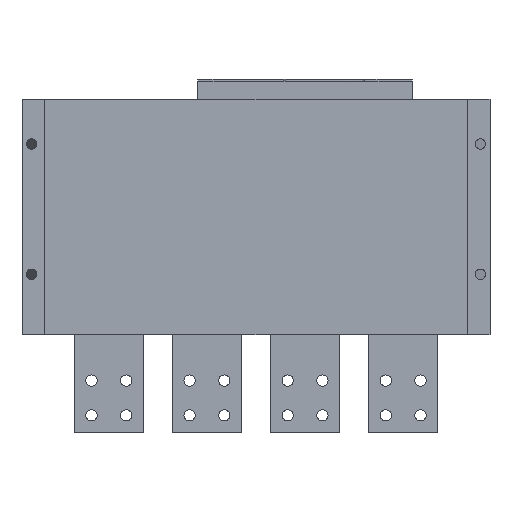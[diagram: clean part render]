
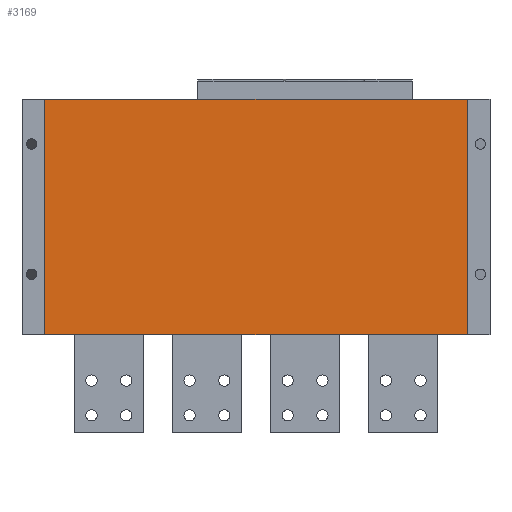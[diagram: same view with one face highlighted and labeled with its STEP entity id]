
A CAD part, front view. The second image highlights one B-rep face of the part: STEP entity #3169.
In plain terms, the highlighted planar face has unit normal (0, -1, 0).
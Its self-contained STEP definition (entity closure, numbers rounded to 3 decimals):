
#278 = PLANE ( 'NONE',  #7838 ) ;
#1433 = VECTOR ( 'NONE', #8839, 1000. ) ;
#1853 = LINE ( 'NONE', #8111, #11870 ) ;
#3169 = ADVANCED_FACE ( 'NONE', ( #11248 ), #278, .T. ) ;
#3213 = CARTESIAN_POINT ( 'NONE',  ( 243.5, 0., -271. ) ) ;
#3590 = VERTEX_POINT ( 'NONE', #3213 ) ;
#3635 = DIRECTION ( 'NONE',  ( 0., -1., 0. ) ) ;
#5195 = LINE ( 'NONE', #17895, #13850 ) ;
#6151 = CARTESIAN_POINT ( 'NONE',  ( -243.5, 0., -271. ) ) ;
#6540 = DIRECTION ( 'NONE',  ( 0., 0., 1. ) ) ;
#6678 = CARTESIAN_POINT ( 'NONE',  ( 243.5, 0., -271. ) ) ;
#7838 = AXIS2_PLACEMENT_3D ( 'NONE', #7960, #3635, #8259 ) ;
#7960 = CARTESIAN_POINT ( 'NONE',  ( 243.5, 0., -271. ) ) ;
#8066 = VERTEX_POINT ( 'NONE', #6151 ) ;
#8111 = CARTESIAN_POINT ( 'NONE',  ( -243.5, 0., -271. ) ) ;
#8113 = EDGE_CURVE ( 'NONE', #8066, #20039, #1853, .T. ) ;
#8259 = DIRECTION ( 'NONE',  ( 1., 0., 0. ) ) ;
#8630 = VECTOR ( 'NONE', #9845, 1000. ) ;
#8636 = EDGE_CURVE ( 'NONE', #3590, #13099, #5195, .T. ) ;
#8712 = ORIENTED_EDGE ( 'NONE', *, *, #12602, .F. ) ;
#8839 = DIRECTION ( 'NONE',  ( 1., 0., 0. ) ) ;
#9845 = DIRECTION ( 'NONE',  ( 1., 0., 0. ) ) ;
#11248 = FACE_OUTER_BOUND ( 'NONE', #19569, .T. ) ;
#11774 = DIRECTION ( 'NONE',  ( 0., 0., 1. ) ) ;
#11870 = VECTOR ( 'NONE', #11774, 1000. ) ;
#12602 = EDGE_CURVE ( 'NONE', #20039, #13099, #19512, .T. ) ;
#13099 = VERTEX_POINT ( 'NONE', #13961 ) ;
#13802 = ORIENTED_EDGE ( 'NONE', *, *, #8113, .F. ) ;
#13850 = VECTOR ( 'NONE', #6540, 1000. ) ;
#13961 = CARTESIAN_POINT ( 'NONE',  ( 243.5, 0., 0. ) ) ;
#14215 = ORIENTED_EDGE ( 'NONE', *, *, #8636, .T. ) ;
#15130 = EDGE_CURVE ( 'NONE', #8066, #3590, #19352, .T. ) ;
#15912 = CARTESIAN_POINT ( 'NONE',  ( -243.5, 0., 0. ) ) ;
#16421 = CARTESIAN_POINT ( 'NONE',  ( 243.5, 0., 0. ) ) ;
#17895 = CARTESIAN_POINT ( 'NONE',  ( 243.5, 0., -271. ) ) ;
#19352 = LINE ( 'NONE', #6678, #8630 ) ;
#19512 = LINE ( 'NONE', #16421, #1433 ) ;
#19569 = EDGE_LOOP ( 'NONE', ( #8712, #13802, #19922, #14215 ) ) ;
#19922 = ORIENTED_EDGE ( 'NONE', *, *, #15130, .T. ) ;
#20039 = VERTEX_POINT ( 'NONE', #15912 ) ;
